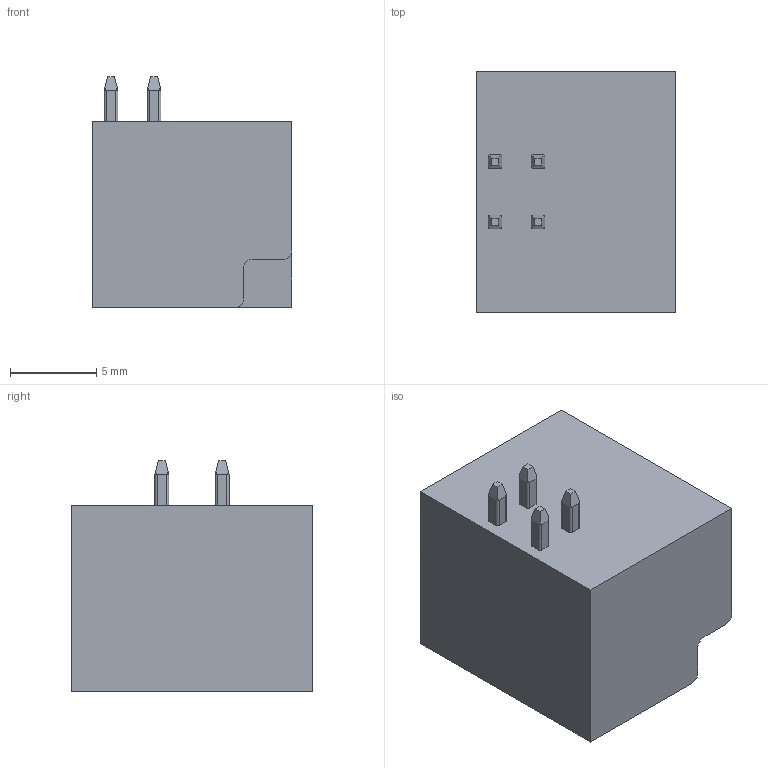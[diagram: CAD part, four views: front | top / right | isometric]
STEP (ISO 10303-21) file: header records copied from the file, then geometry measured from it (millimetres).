
FILE_DESCRIPTION((''),'2;1');
FILE_NAME('1111','2024-11-15T17:14:31',('tluser'),(''),'CREO PARAMETRIC BY PTC INC, 2018100','CREO PARAMETRIC BY PTC INC, 2018100','');
FILE_SCHEMA(('CONFIG_CONTROL_DESIGN'));
Length unit declared in the file: millimetre
Products named in the file (1): 1111
Bounding box: 11.6 x 14 x 13.4 mm (x, y, z)
Volume: 1424.8 mm3; surface area: 1200.1 mm2
Topology: 1 solids, 1 shells, 193 faces, 534 edges, 356 vertices
Faces by surface type: plane 129, cylinder 50, extrusion 14
Entity records: 6382 total; most frequent: CARTESIAN_POINT 1485, ORIENTED_EDGE 1068, DIRECTION 902, EDGE_CURVE 534, VECTOR 388, LINE 374, VERTEX_POINT 356, AXIS2_PLACEMENT_3D 257
